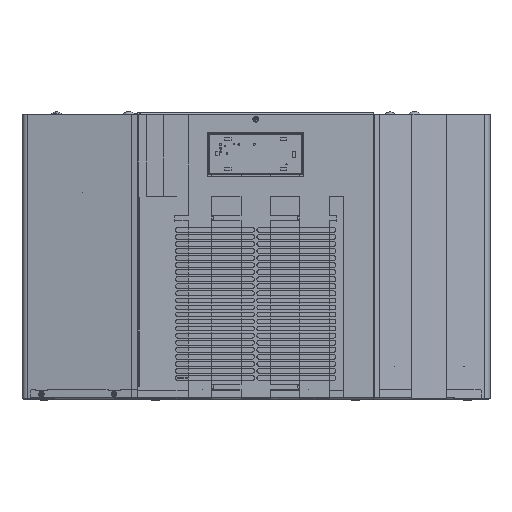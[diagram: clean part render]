
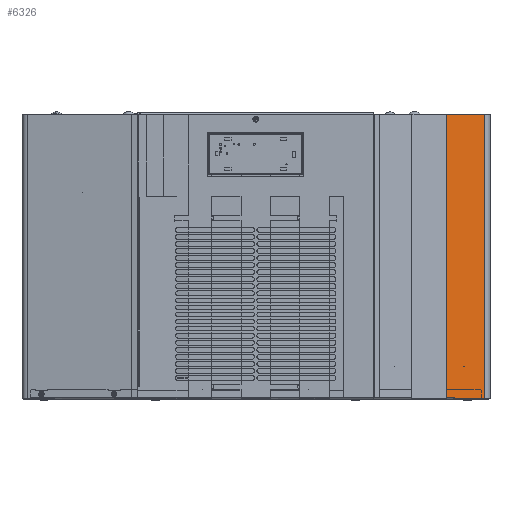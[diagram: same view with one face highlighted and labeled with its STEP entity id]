
A CAD part, top view. The second image highlights one B-rep face of the part: STEP entity #6326.
In plain terms, the highlighted planar face has unit normal (0.174, 0, 0.985).
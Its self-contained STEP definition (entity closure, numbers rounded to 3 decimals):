
#367 = VERTEX_POINT ( 'NONE', #9846 ) ;
#706 = ORIENTED_EDGE ( 'NONE', *, *, #15403, .F. ) ;
#756 = ORIENTED_EDGE ( 'NONE', *, *, #67323, .F. ) ;
#1414 = DIRECTION ( 'NONE',  ( 0.985, 0., -0.174 ) ) ;
#2092 = ORIENTED_EDGE ( 'NONE', *, *, #48359, .F. ) ;
#2106 = VERTEX_POINT ( 'NONE', #17538 ) ;
#2835 = VECTOR ( 'NONE', #45944, 39.37 ) ;
#3234 = CARTESIAN_POINT ( 'NONE',  ( 13.962, 2.205, 10.178 ) ) ;
#4083 = CARTESIAN_POINT ( 'NONE',  ( 13.952, 2.205, 10.179 ) ) ;
#4185 = DIRECTION ( 'NONE',  ( -0.174, 0., -0.985 ) ) ;
#4945 = LINE ( 'NONE', #19592, #27786 ) ;
#5189 = EDGE_CURVE ( 'NONE', #2106, #12863, #47760, .T. ) ;
#5241 = AXIS2_PLACEMENT_3D ( 'NONE', #18990, #30243, #51385 ) ;
#5532 = CARTESIAN_POINT ( 'NONE',  ( 7.913, 19.094, 11.244 ) ) ;
#5751 = EDGE_CURVE ( 'NONE', #31006, #2106, #8106, .T. ) ;
#6326 = ADVANCED_FACE ( 'NONE', ( #66532, #10297 ), #19835, .F. ) ;
#8106 = LINE ( 'NONE', #64361, #8926 ) ;
#8799 = VERTEX_POINT ( 'NONE', #8942 ) ;
#8926 = VECTOR ( 'NONE', #23095, 39.37 ) ;
#8942 = CARTESIAN_POINT ( 'NONE',  ( 12.789, 0.079, 10.384 ) ) ;
#9846 = CARTESIAN_POINT ( 'NONE',  ( 13.942, 2.205, 10.181 ) ) ;
#10297 = FACE_BOUND ( 'NONE', #43069, .T. ) ;
#12863 = VERTEX_POINT ( 'NONE', #16621 ) ;
#14820 = LINE ( 'NONE', #37294, #26732 ) ;
#15403 = EDGE_CURVE ( 'NONE', #367, #22288, #53966, .T. ) ;
#16621 = CARTESIAN_POINT ( 'NONE',  ( 15.331, 19.094, 9.936 ) ) ;
#17538 = CARTESIAN_POINT ( 'NONE',  ( 12.797, 19.094, 10.383 ) ) ;
#18990 = CARTESIAN_POINT ( 'NONE',  ( 13.952, 2.205, 10.179 ) ) ;
#19012 = ORIENTED_EDGE ( 'NONE', *, *, #5189, .F. ) ;
#19592 = CARTESIAN_POINT ( 'NONE',  ( 10.455, 19.055, 10.796 ) ) ;
#19835 = PLANE ( 'NONE',  #27436 ) ;
#20415 = DIRECTION ( 'NONE',  ( 0.174, 0., 0.985 ) ) ;
#22288 = VERTEX_POINT ( 'NONE', #3234 ) ;
#23095 = DIRECTION ( 'NONE',  ( 0., 1., 0. ) ) ;
#23853 = EDGE_CURVE ( 'NONE', #37198, #31006, #4945, .T. ) ;
#23953 = VERTEX_POINT ( 'NONE', #59352 ) ;
#25808 = DIRECTION ( 'NONE',  ( 0.985, 0., -0.174 ) ) ;
#25965 = DIRECTION ( 'NONE',  ( -0.985, 0., 0.174 ) ) ;
#26732 = VECTOR ( 'NONE', #47861, 39.37 ) ;
#27436 = AXIS2_PLACEMENT_3D ( 'NONE', #5532, #4185, #25965 ) ;
#27786 = VECTOR ( 'NONE', #62205, 39.37 ) ;
#30218 = CIRCLE ( 'NONE', #5241, 0.01 ) ;
#30243 = DIRECTION ( 'NONE',  ( 0.174, 0., 0.985 ) ) ;
#31006 = VERTEX_POINT ( 'NONE', #55988 ) ;
#31078 = AXIS2_PLACEMENT_3D ( 'NONE', #4083, #20415, #62682 ) ;
#35716 = CARTESIAN_POINT ( 'NONE',  ( 12.789, 19.094, 10.384 ) ) ;
#36719 = LINE ( 'NONE', #41153, #43009 ) ;
#37198 = VERTEX_POINT ( 'NONE', #57928 ) ;
#37294 = CARTESIAN_POINT ( 'NONE',  ( 15.331, 19.094, 9.936 ) ) ;
#38249 = VECTOR ( 'NONE', #1414, 39.37 ) ;
#41153 = CARTESIAN_POINT ( 'NONE',  ( 7.913, 0.079, 11.244 ) ) ;
#41754 = EDGE_CURVE ( 'NONE', #12863, #23953, #14820, .T. ) ;
#42308 = CARTESIAN_POINT ( 'NONE',  ( 7.913, 19.094, 11.244 ) ) ;
#43009 = VECTOR ( 'NONE', #25808, 39.37 ) ;
#43069 = EDGE_LOOP ( 'NONE', ( #706, #756 ) ) ;
#45944 = DIRECTION ( 'NONE',  ( 0., 1., 0. ) ) ;
#47250 = EDGE_CURVE ( 'NONE', #8799, #23953, #36719, .T. ) ;
#47760 = LINE ( 'NONE', #42308, #38249 ) ;
#47861 = DIRECTION ( 'NONE',  ( 0., -1., 0. ) ) ;
#48359 = EDGE_CURVE ( 'NONE', #8799, #37198, #50059, .T. ) ;
#49350 = ORIENTED_EDGE ( 'NONE', *, *, #23853, .F. ) ;
#50059 = LINE ( 'NONE', #35716, #2835 ) ;
#50137 = ORIENTED_EDGE ( 'NONE', *, *, #47250, .T. ) ;
#51385 = DIRECTION ( 'NONE',  ( -0.985, 0., 0.174 ) ) ;
#53459 = ORIENTED_EDGE ( 'NONE', *, *, #41754, .F. ) ;
#53675 = EDGE_LOOP ( 'NONE', ( #2092, #50137, #53459, #19012, #59541, #49350 ) ) ;
#53966 = CIRCLE ( 'NONE', #31078, 0.01 ) ;
#55988 = CARTESIAN_POINT ( 'NONE',  ( 12.797, 19.055, 10.383 ) ) ;
#57928 = CARTESIAN_POINT ( 'NONE',  ( 12.789, 19.055, 10.384 ) ) ;
#59352 = CARTESIAN_POINT ( 'NONE',  ( 15.331, 0.079, 9.936 ) ) ;
#59541 = ORIENTED_EDGE ( 'NONE', *, *, #5751, .F. ) ;
#62205 = DIRECTION ( 'NONE',  ( 0.985, 0., -0.174 ) ) ;
#62682 = DIRECTION ( 'NONE',  ( -0.985, 0., 0.174 ) ) ;
#64361 = CARTESIAN_POINT ( 'NONE',  ( 12.797, 19.055, 10.383 ) ) ;
#66532 = FACE_OUTER_BOUND ( 'NONE', #53675, .T. ) ;
#67323 = EDGE_CURVE ( 'NONE', #22288, #367, #30218, .T. ) ;
